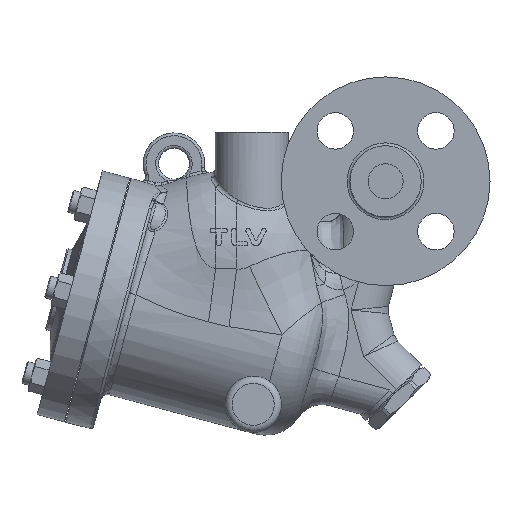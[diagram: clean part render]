
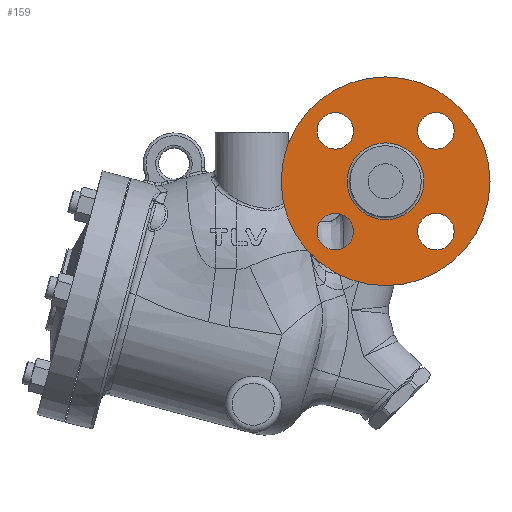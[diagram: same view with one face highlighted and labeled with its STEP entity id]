
A CAD part, front view. The second image highlights one B-rep face of the part: STEP entity #159.
In plain terms, the highlighted planar face has unit normal (0, -1, 0).
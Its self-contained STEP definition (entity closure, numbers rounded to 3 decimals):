
#73=CARTESIAN_POINT('',(205.,-102.6,112.4));
#74=VERTEX_POINT('',#73);
#75=CARTESIAN_POINT('',(205.,-102.6,85.0));
#76=DIRECTION('',(0.0,-1.0,0.0));
#77=DIRECTION('',(0.0,0.0,-1.0));
#78=AXIS2_PLACEMENT_3D('',#75,#76,#77);
#79=CIRCLE('',#78,27.4);
#80=EDGE_CURVE('',#74,#74,#79,.T.);
#96=CARTESIAN_POINT('',(205.,-102.6,134.95));
#97=DIRECTION('',(0.0,-1.0,0.0));
#98=DIRECTION('',(0.0,0.0,-1.0));
#99=AXIS2_PLACEMENT_3D('',#96,#97,#98);
#100=PLANE('',#99);
#101=CARTESIAN_POINT('',(205.,-102.6,159.5));
#102=VERTEX_POINT('',#101);
#103=CARTESIAN_POINT('',(205.,-102.6,85.0));
#104=DIRECTION('',(0.0,-1.0,0.0));
#105=DIRECTION('',(0.0,0.0,1.0));
#106=AXIS2_PLACEMENT_3D('',#103,#104,#105);
#107=CIRCLE('',#106,74.5);
#108=EDGE_CURVE('',#102,#102,#107,.T.);
#109=ORIENTED_EDGE('',*,*,#108,.T.);
#110=EDGE_LOOP('',(#109));
#111=FACE_OUTER_BOUND('',#110,.T.);
#112=CARTESIAN_POINT('',(253.921,-102.6,120.921));
#113=VERTEX_POINT('',#112);
#114=CARTESIAN_POINT('',(240.921,-102.6,120.921));
#115=DIRECTION('',(0.0,1.0,0.0));
#116=DIRECTION('',(1.0,0.0,0.0));
#117=AXIS2_PLACEMENT_3D('',#114,#115,#116);
#118=CIRCLE('',#117,13.0);
#119=EDGE_CURVE('',#113,#113,#118,.T.);
#120=ORIENTED_EDGE('',*,*,#119,.T.);
#121=EDGE_LOOP('',(#120));
#122=FACE_BOUND('',#121,.T.);
#123=CARTESIAN_POINT('',(169.079,-102.6,133.921));
#124=VERTEX_POINT('',#123);
#125=CARTESIAN_POINT('',(169.079,-102.6,120.921));
#126=DIRECTION('',(0.0,1.0,0.0));
#127=DIRECTION('',(0.0,0.0,1.0));
#128=AXIS2_PLACEMENT_3D('',#125,#126,#127);
#129=CIRCLE('',#128,13.0);
#130=EDGE_CURVE('',#124,#124,#129,.T.);
#131=ORIENTED_EDGE('',*,*,#130,.T.);
#132=EDGE_LOOP('',(#131));
#133=FACE_BOUND('',#132,.T.);
#134=CARTESIAN_POINT('',(156.079,-102.6,49.079));
#135=VERTEX_POINT('',#134);
#136=CARTESIAN_POINT('',(169.079,-102.6,49.079));
#137=DIRECTION('',(0.0,1.0,0.0));
#138=DIRECTION('',(-1.0,0.0,0.0));
#139=AXIS2_PLACEMENT_3D('',#136,#137,#138);
#140=CIRCLE('',#139,13.0);
#141=EDGE_CURVE('',#135,#135,#140,.T.);
#142=ORIENTED_EDGE('',*,*,#141,.T.);
#143=EDGE_LOOP('',(#142));
#144=FACE_BOUND('',#143,.T.);
#145=CARTESIAN_POINT('',(240.921,-102.6,36.079));
#146=VERTEX_POINT('',#145);
#147=CARTESIAN_POINT('',(240.921,-102.6,49.079));
#148=DIRECTION('',(0.0,1.0,0.0));
#149=DIRECTION('',(0.0,0.0,-1.0));
#150=AXIS2_PLACEMENT_3D('',#147,#148,#149);
#151=CIRCLE('',#150,13.0);
#152=EDGE_CURVE('',#146,#146,#151,.T.);
#153=ORIENTED_EDGE('',*,*,#152,.T.);
#154=EDGE_LOOP('',(#153));
#155=FACE_BOUND('',#154,.T.);
#156=ORIENTED_EDGE('',*,*,#80,.F.);
#157=EDGE_LOOP('',(#156));
#158=FACE_BOUND('',#157,.T.);
#159=ADVANCED_FACE('',(#111,#122,#133,#144,#155,#158),#100,.T.);
